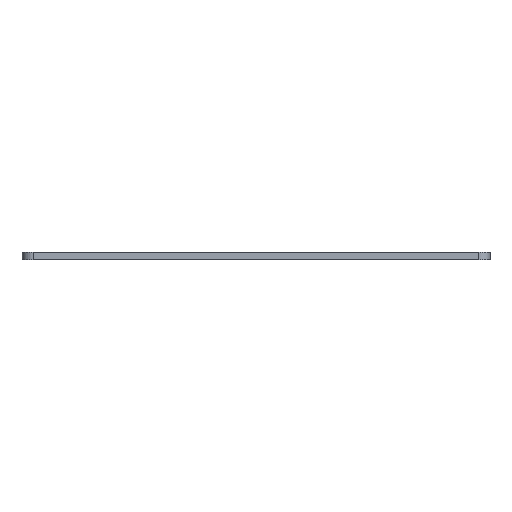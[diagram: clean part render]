
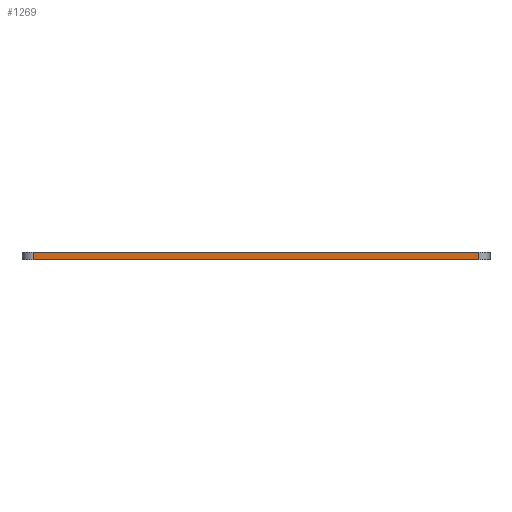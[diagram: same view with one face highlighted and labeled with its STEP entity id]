
A CAD part, left-side view. The second image highlights one B-rep face of the part: STEP entity #1269.
In plain terms, the highlighted planar face has unit normal (-1, 0, 0).
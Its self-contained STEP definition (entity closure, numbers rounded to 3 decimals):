
#63 = ORIENTED_EDGE ( 'NONE', *, *, #1467, .T. ) ;
#64 = DIRECTION ( 'NONE',  ( 0., 0., -1. ) ) ;
#110 = ORIENTED_EDGE ( 'NONE', *, *, #484, .F. ) ;
#111 = PLANE ( 'NONE',  #1511 ) ;
#142 = EDGE_LOOP ( 'NONE', ( #110, #1113, #63, #584 ) ) ;
#168 = VERTEX_POINT ( 'NONE', #598 ) ;
#218 = VERTEX_POINT ( 'NONE', #906 ) ;
#248 = VECTOR ( 'NONE', #1331, 1000. ) ;
#380 = VERTEX_POINT ( 'NONE', #1197 ) ;
#390 = LINE ( 'NONE', #2123, #799 ) ;
#484 = EDGE_CURVE ( 'NONE', #168, #1634, #783, .T. ) ;
#521 = CARTESIAN_POINT ( 'NONE',  ( -106., -81., 2.7 ) ) ;
#584 = ORIENTED_EDGE ( 'NONE', *, *, #674, .T. ) ;
#598 = CARTESIAN_POINT ( 'NONE',  ( -106., 79., 2.7 ) ) ;
#674 = EDGE_CURVE ( 'NONE', #380, #1634, #1085, .T. ) ;
#746 = FACE_OUTER_BOUND ( 'NONE', #142, .T. ) ;
#783 = LINE ( 'NONE', #521, #1653 ) ;
#799 = VECTOR ( 'NONE', #64, 1000. ) ;
#877 = DIRECTION ( 'NONE',  ( 0., -1., 0. ) ) ;
#906 = CARTESIAN_POINT ( 'NONE',  ( -106., 79., 0. ) ) ;
#950 = CARTESIAN_POINT ( 'NONE',  ( -106., -81., 30. ) ) ;
#1085 = LINE ( 'NONE', #1615, #1940 ) ;
#1113 = ORIENTED_EDGE ( 'NONE', *, *, #1135, .T. ) ;
#1135 = EDGE_CURVE ( 'NONE', #168, #218, #390, .T. ) ;
#1151 = LINE ( 'NONE', #1512, #248 ) ;
#1197 = CARTESIAN_POINT ( 'NONE',  ( -106., -77., 0. ) ) ;
#1269 = ADVANCED_FACE ( 'NONE', ( #746 ), #111, .F. ) ;
#1331 = DIRECTION ( 'NONE',  ( 0., -1., 0. ) ) ;
#1415 = CARTESIAN_POINT ( 'NONE',  ( -106., -77., 2.7 ) ) ;
#1459 = DIRECTION ( 'NONE',  ( 0., 0., -1. ) ) ;
#1467 = EDGE_CURVE ( 'NONE', #218, #380, #1151, .T. ) ;
#1471 = DIRECTION ( 'NONE',  ( 1., 0., 0. ) ) ;
#1511 = AXIS2_PLACEMENT_3D ( 'NONE', #950, #1471, #1459 ) ;
#1512 = CARTESIAN_POINT ( 'NONE',  ( -106., -81., 0. ) ) ;
#1615 = CARTESIAN_POINT ( 'NONE',  ( -106., -77., 30. ) ) ;
#1634 = VERTEX_POINT ( 'NONE', #1415 ) ;
#1653 = VECTOR ( 'NONE', #877, 1000. ) ;
#1940 = VECTOR ( 'NONE', #2118, 1000. ) ;
#2118 = DIRECTION ( 'NONE',  ( 0., 0., 1. ) ) ;
#2123 = CARTESIAN_POINT ( 'NONE',  ( -106., 79., 30. ) ) ;
